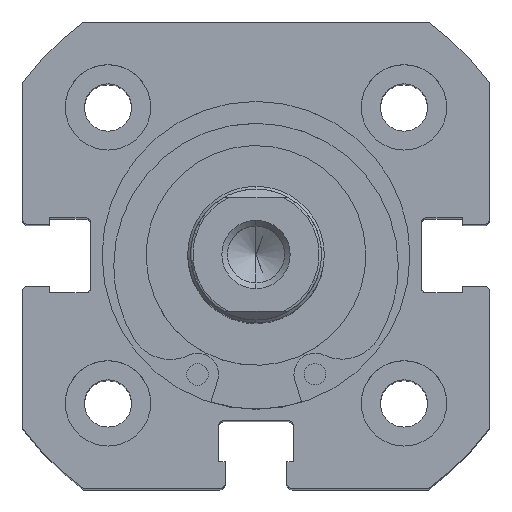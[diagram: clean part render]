
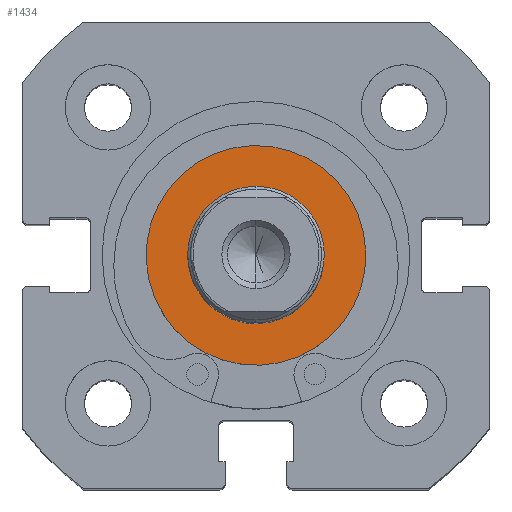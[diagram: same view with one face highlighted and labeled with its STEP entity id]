
A CAD part, top view. The second image highlights one B-rep face of the part: STEP entity #1434.
In plain terms, the highlighted face is planar.
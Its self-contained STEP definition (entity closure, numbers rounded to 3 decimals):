
#86 = EDGE_LOOP ( 'NONE', ( #5222, #5223 ) ) ;
#376 = EDGE_LOOP ( 'NONE', ( #5220, #5221 ) ) ;
#665 = CARTESIAN_POINT ( 'NONE',  ( 0., 0., 6. ) ) ;
#668 = VERTEX_POINT ( 'NONE', #665 ) ;
#780 = VERTEX_POINT ( 'NONE', #1602 ) ;
#885 = VERTEX_POINT ( 'NONE', #1656 ) ;
#918 = VERTEX_POINT ( 'NONE', #1630 ) ;
#1065 = DIRECTION ( 'NONE',  ( 0., 0., -1. ) ) ;
#1066 = DIRECTION ( 'NONE',  ( 1., 0., 0. ) ) ;
#1076 = PLANE ( 'NONE',  #5764 ) ;
#1077 = CARTESIAN_POINT ( 'NONE',  ( 0., 9.65, 0. ) ) ;
#1265 = CIRCLE ( 'NONE', #6108, 9.65 ) ;
#1299 = CIRCLE ( 'NONE', #6118, 6. ) ;
#1320 = CIRCLE ( 'NONE', #6134, 9.65 ) ;
#1323 = CIRCLE ( 'NONE', #6136, 6. ) ;
#1434 = ADVANCED_FACE ( 'NONE', ( #1969, #1980 ), #1076, .F. ) ;
#1602 = CARTESIAN_POINT ( 'NONE',  ( 0., 0., 9.65 ) ) ;
#1630 = CARTESIAN_POINT ( 'NONE',  ( 0., 0., -6. ) ) ;
#1656 = CARTESIAN_POINT ( 'NONE',  ( 0., 0., -9.65 ) ) ;
#1969 = FACE_BOUND ( 'NONE', #376, .T. ) ;
#1980 = FACE_OUTER_BOUND ( 'NONE', #86, .T. ) ;
#4296 = CARTESIAN_POINT ( 'NONE',  ( 0., 0., 0. ) ) ;
#4301 = DIRECTION ( 'NONE',  ( -1., 0., 0. ) ) ;
#4302 = DIRECTION ( 'NONE',  ( 0., 0., 1. ) ) ;
#4359 = CARTESIAN_POINT ( 'NONE',  ( 0., 0., 0. ) ) ;
#4360 = DIRECTION ( 'NONE',  ( -1., 0., 0. ) ) ;
#4361 = DIRECTION ( 'NONE',  ( 0., 0., 1. ) ) ;
#4395 = CARTESIAN_POINT ( 'NONE',  ( 0., 0., 0. ) ) ;
#4401 = CARTESIAN_POINT ( 'NONE',  ( 0., 0., 0. ) ) ;
#4402 = DIRECTION ( 'NONE',  ( -1., 0., 0. ) ) ;
#4403 = DIRECTION ( 'NONE',  ( 0., 0., 1. ) ) ;
#4409 = DIRECTION ( 'NONE',  ( -1., 0., 0. ) ) ;
#4410 = DIRECTION ( 'NONE',  ( 0., 0., 1. ) ) ;
#5220 = ORIENTED_EDGE ( 'NONE', *, *, #5694, .F. ) ;
#5221 = ORIENTED_EDGE ( 'NONE', *, *, #5676, .F. ) ;
#5222 = ORIENTED_EDGE ( 'NONE', *, *, #5654, .T. ) ;
#5223 = ORIENTED_EDGE ( 'NONE', *, *, #5692, .T. ) ;
#5654 = EDGE_CURVE ( 'NONE', #780, #885, #1265, .T. ) ;
#5676 = EDGE_CURVE ( 'NONE', #918, #668, #1299, .T. ) ;
#5692 = EDGE_CURVE ( 'NONE', #885, #780, #1320, .T. ) ;
#5694 = EDGE_CURVE ( 'NONE', #668, #918, #1323, .T. ) ;
#5764 = AXIS2_PLACEMENT_3D ( 'NONE', #1077, #1066, #1065 ) ;
#6108 = AXIS2_PLACEMENT_3D ( 'NONE', #4296, #4301, #4302 ) ;
#6118 = AXIS2_PLACEMENT_3D ( 'NONE', #4359, #4360, #4361 ) ;
#6134 = AXIS2_PLACEMENT_3D ( 'NONE', #4395, #4402, #4403 ) ;
#6136 = AXIS2_PLACEMENT_3D ( 'NONE', #4401, #4409, #4410 ) ;
